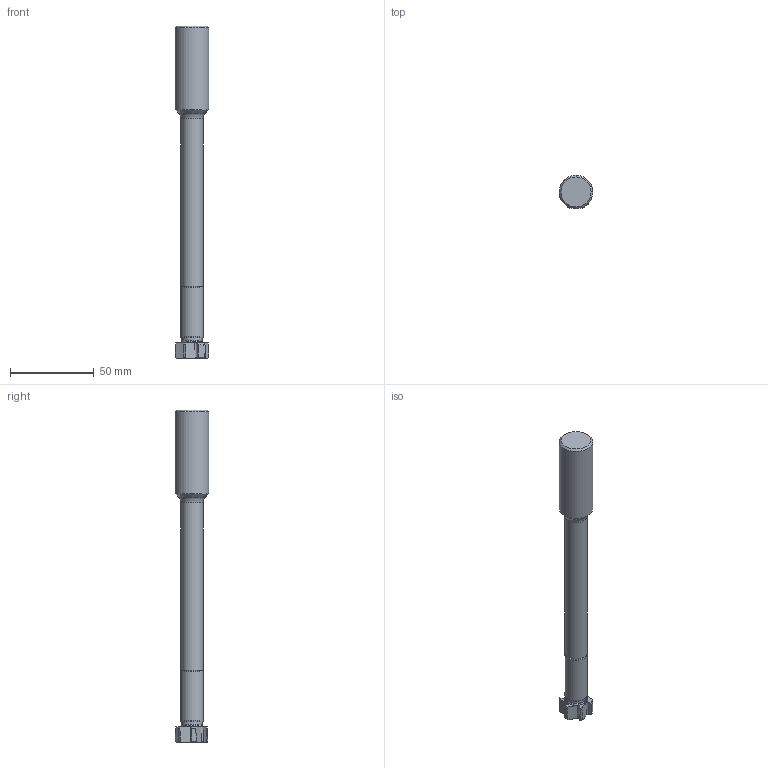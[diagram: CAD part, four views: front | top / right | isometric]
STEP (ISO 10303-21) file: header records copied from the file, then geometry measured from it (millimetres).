
FILE_DESCRIPTION(/* description */ (''),/* implementation_level */ '2;1');
FILE_NAME(/* name */ 'PMX08B-14500-20N1.stp',/* time_stamp */ '2016-02-25T14:14:23+06:00',/* author */ (''),/* organization */ (''),/* preprocessor_version */ 'ST-DEVELOPER v15',/* originating_system */ 'SIEMENS PLM Software NX 8.5',/* authorisation */ '');
FILE_SCHEMA (('AUTOMOTIVE_DESIGN { 1 0 10303 214 3 1 1 1 }'));
Length unit declared in the file: millimetre
Products named in the file (1): inpu3A0C8D203fa7
Bounding box: 20 x 20 x 198 mm (x, y, z)
Volume: 37252.2 mm3; surface area: 11209.9 mm2
Topology: 3 solids, 3 shells, 72 faces, 172 edges, 108 vertices
Faces by surface type: plane 26, cone 19, bspline 12, cylinder 11, torus 3, revolution 1
Full cylindrical faces by diameter (mm): 12.35 x1, 12.414 x1, 13.2 x1, 13.65 x1, 20 x1
Entity records: 2203 total; most frequent: CARTESIAN_POINT 670, ORIENTED_EDGE 310, DIRECTION 292, EDGE_CURVE 155, AXIS2_PLACEMENT_3D 124, VERTEX_POINT 105, EDGE_LOOP 88, ADVANCED_FACE 72
